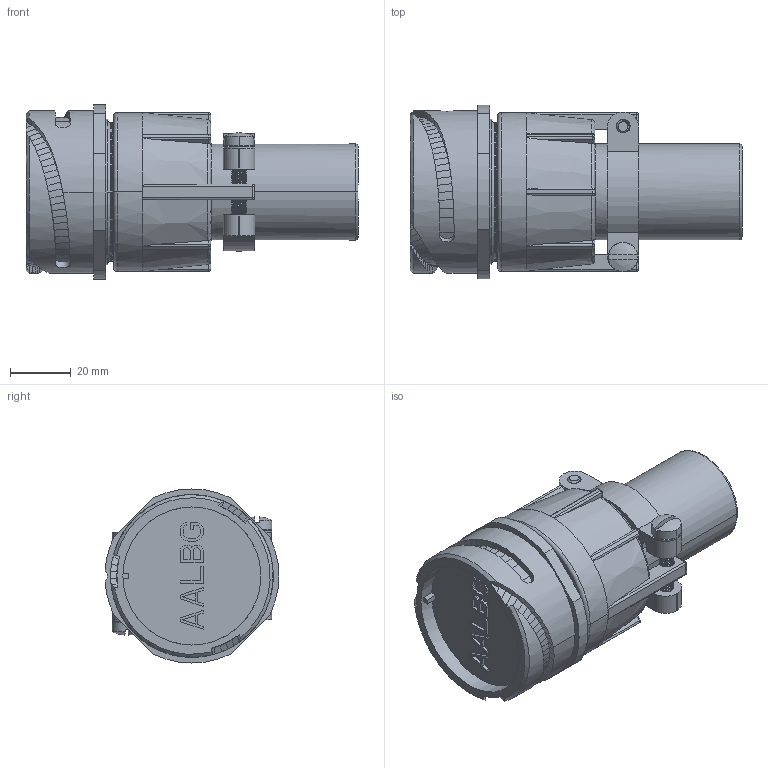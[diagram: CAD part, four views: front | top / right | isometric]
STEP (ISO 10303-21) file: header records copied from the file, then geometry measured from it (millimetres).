
FILE_DESCRIPTION((''),'2;1');
FILE_NAME('VG95234F-32_SW0001','2023-03-20T17:00:06',('paultorloting'),('NET AG system integration'),'CREO PARAMETRIC BY PTC INC, 2021404','CREO PARAMETRIC BY PTC INC, 2021404','');
FILE_SCHEMA(('AUTOMOTIVE_DESIGN { 1 0 10303 214 1 1 1 1 }'));
Length unit declared in the file: millimetre
Products named in the file (1): VG95234F-32_SW0001
Bounding box: 108.91 x 57.03 x 57.1 mm (x, y, z)
Volume: 143466.5 mm3; surface area: 30808.9 mm2
Topology: 1 solids, 1 shells, 1021 faces, 2779 edges, 1767 vertices
Faces by surface type: plane 407, bspline 277, cylinder 249, cone 54, torus 18, sphere 16
Entity records: 60230 total; most frequent: CARTESIAN_POINT 31101, ORIENTED_EDGE 5558, DIRECTION 3716, EDGE_CURVE 2779, VERTEX_POINT 1767, VECTOR 1449, LINE 1449, AXIS2_PLACEMENT_3D 1132
